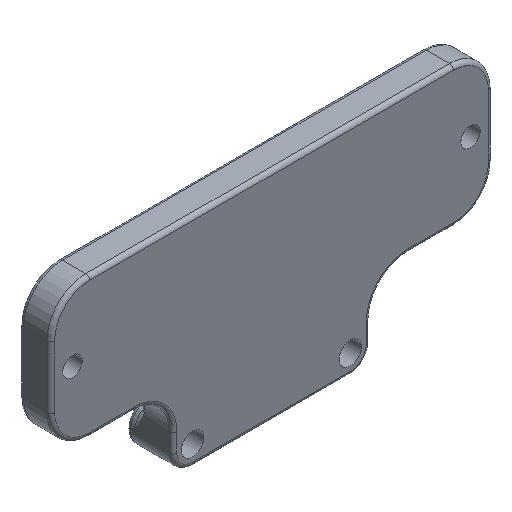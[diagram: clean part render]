
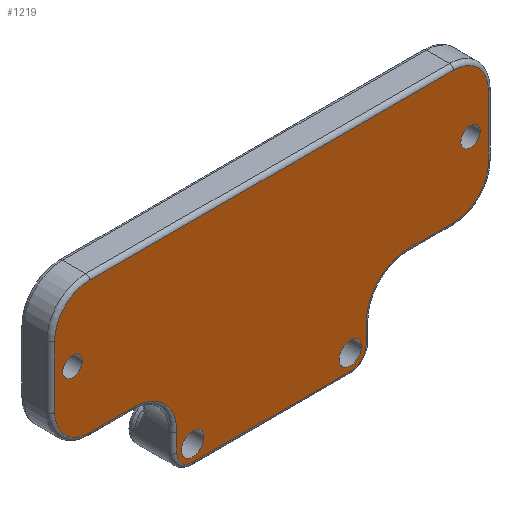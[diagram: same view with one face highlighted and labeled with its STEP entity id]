
A CAD part, isometric view. The second image highlights one B-rep face of the part: STEP entity #1219.
In plain terms, the highlighted planar face has unit normal (0, -1, 0).
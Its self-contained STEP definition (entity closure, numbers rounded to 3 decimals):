
#21=FACE_BOUND('',#183,.T.);
#22=FACE_BOUND('',#184,.T.);
#23=FACE_BOUND('',#185,.T.);
#24=FACE_BOUND('',#186,.T.);
#44=PLANE('',#1348);
#103=FACE_OUTER_BOUND('',#182,.T.);
#182=EDGE_LOOP('',(#880,#881,#882,#883,#884,#885,#886,#887,#888,#889,#890,
#891,#892,#893,#894,#895));
#183=EDGE_LOOP('',(#896));
#184=EDGE_LOOP('',(#897));
#185=EDGE_LOOP('',(#898));
#186=EDGE_LOOP('',(#899));
#245=LINE('',#1925,#307);
#246=LINE('',#1936,#308);
#248=LINE('',#1948,#310);
#250=LINE('',#1960,#312);
#252=LINE('',#1972,#314);
#254=LINE('',#1984,#316);
#256=LINE('',#1996,#318);
#258=LINE('',#2008,#320);
#307=VECTOR('',#1485,10.);
#308=VECTOR('',#1498,10.);
#310=VECTOR('',#1512,10.);
#312=VECTOR('',#1526,10.);
#314=VECTOR('',#1540,10.);
#316=VECTOR('',#1554,10.);
#318=VECTOR('',#1568,10.);
#320=VECTOR('',#1582,10.);
#371=CIRCLE('',#1293,5.5);
#375=CIRCLE('',#1299,4.5);
#379=CIRCLE('',#1305,4.5);
#383=CIRCLE('',#1311,4.5);
#387=CIRCLE('',#1317,4.5);
#391=CIRCLE('',#1323,5.5);
#395=CIRCLE('',#1329,2.04);
#398=CIRCLE('',#1334,2.04);
#404=CIRCLE('',#1349,1.25);
#405=CIRCLE('',#1350,1.25);
#406=CIRCLE('',#1351,1.45);
#407=CIRCLE('',#1352,1.45);
#483=VERTEX_POINT('',#1918);
#486=VERTEX_POINT('',#1923);
#488=VERTEX_POINT('',#1928);
#490=VERTEX_POINT('',#1934);
#492=VERTEX_POINT('',#1940);
#494=VERTEX_POINT('',#1946);
#496=VERTEX_POINT('',#1952);
#498=VERTEX_POINT('',#1958);
#500=VERTEX_POINT('',#1964);
#502=VERTEX_POINT('',#1970);
#504=VERTEX_POINT('',#1976);
#506=VERTEX_POINT('',#1982);
#508=VERTEX_POINT('',#1988);
#510=VERTEX_POINT('',#1994);
#512=VERTEX_POINT('',#2000);
#514=VERTEX_POINT('',#2006);
#525=VERTEX_POINT('',#2060);
#526=VERTEX_POINT('',#2062);
#527=VERTEX_POINT('',#2064);
#528=VERTEX_POINT('',#2066);
#597=EDGE_CURVE('',#486,#483,#245,.T.);
#599=EDGE_CURVE('',#488,#486,#371,.T.);
#602=EDGE_CURVE('',#490,#488,#246,.T.);
#605=EDGE_CURVE('',#492,#490,#375,.T.);
#608=EDGE_CURVE('',#494,#492,#248,.T.);
#611=EDGE_CURVE('',#496,#494,#379,.T.);
#614=EDGE_CURVE('',#498,#496,#250,.T.);
#617=EDGE_CURVE('',#500,#498,#383,.T.);
#620=EDGE_CURVE('',#502,#500,#252,.T.);
#623=EDGE_CURVE('',#504,#502,#387,.T.);
#626=EDGE_CURVE('',#506,#504,#254,.T.);
#629=EDGE_CURVE('',#508,#506,#391,.T.);
#632=EDGE_CURVE('',#510,#508,#256,.T.);
#635=EDGE_CURVE('',#512,#510,#395,.T.);
#638=EDGE_CURVE('',#514,#512,#258,.T.);
#640=EDGE_CURVE('',#483,#514,#398,.T.);
#660=EDGE_CURVE('',#525,#525,#404,.T.);
#661=EDGE_CURVE('',#526,#526,#405,.T.);
#662=EDGE_CURVE('',#527,#527,#406,.T.);
#663=EDGE_CURVE('',#528,#528,#407,.T.);
#880=ORIENTED_EDGE('',*,*,#597,.F.);
#881=ORIENTED_EDGE('',*,*,#599,.F.);
#882=ORIENTED_EDGE('',*,*,#602,.F.);
#883=ORIENTED_EDGE('',*,*,#605,.F.);
#884=ORIENTED_EDGE('',*,*,#608,.F.);
#885=ORIENTED_EDGE('',*,*,#611,.F.);
#886=ORIENTED_EDGE('',*,*,#614,.F.);
#887=ORIENTED_EDGE('',*,*,#617,.F.);
#888=ORIENTED_EDGE('',*,*,#620,.F.);
#889=ORIENTED_EDGE('',*,*,#623,.F.);
#890=ORIENTED_EDGE('',*,*,#626,.F.);
#891=ORIENTED_EDGE('',*,*,#629,.F.);
#892=ORIENTED_EDGE('',*,*,#632,.F.);
#893=ORIENTED_EDGE('',*,*,#635,.F.);
#894=ORIENTED_EDGE('',*,*,#638,.F.);
#895=ORIENTED_EDGE('',*,*,#640,.F.);
#896=ORIENTED_EDGE('',*,*,#660,.T.);
#897=ORIENTED_EDGE('',*,*,#661,.T.);
#898=ORIENTED_EDGE('',*,*,#662,.T.);
#899=ORIENTED_EDGE('',*,*,#663,.T.);
#1219=ADVANCED_FACE('',(#103,#21,#22,#23,#24),#44,.F.);
#1293=AXIS2_PLACEMENT_3D('',#1930,#1490,#1491);
#1299=AXIS2_PLACEMENT_3D('',#1942,#1504,#1505);
#1305=AXIS2_PLACEMENT_3D('',#1954,#1518,#1519);
#1311=AXIS2_PLACEMENT_3D('',#1966,#1532,#1533);
#1317=AXIS2_PLACEMENT_3D('',#1978,#1546,#1547);
#1323=AXIS2_PLACEMENT_3D('',#1990,#1560,#1561);
#1329=AXIS2_PLACEMENT_3D('',#2002,#1574,#1575);
#1334=AXIS2_PLACEMENT_3D('',#2011,#1586,#1587);
#1348=AXIS2_PLACEMENT_3D('',#2059,#1626,#1627);
#1349=AXIS2_PLACEMENT_3D('',#2061,#1628,#1629);
#1350=AXIS2_PLACEMENT_3D('',#2063,#1630,#1631);
#1351=AXIS2_PLACEMENT_3D('',#2065,#1632,#1633);
#1352=AXIS2_PLACEMENT_3D('',#2067,#1634,#1635);
#1485=DIRECTION('',(0.,0.,-1.));
#1490=DIRECTION('center_axis',(0.,-1.,0.));
#1491=DIRECTION('ref_axis',(-0.707,0.,0.707));
#1498=DIRECTION('',(-1.,0.,0.));
#1504=DIRECTION('center_axis',(0.,1.,0.));
#1505=DIRECTION('ref_axis',(0.707,0.,-0.707));
#1512=DIRECTION('',(0.,0.,-1.));
#1518=DIRECTION('center_axis',(0.,1.,0.));
#1519=DIRECTION('ref_axis',(0.707,0.,0.707));
#1526=DIRECTION('',(1.,0.,0.));
#1532=DIRECTION('center_axis',(0.,1.,0.));
#1533=DIRECTION('ref_axis',(-0.707,0.,0.707));
#1540=DIRECTION('',(0.,0.,1.));
#1546=DIRECTION('center_axis',(0.,1.,0.));
#1547=DIRECTION('ref_axis',(-0.707,0.,-0.707));
#1554=DIRECTION('',(-1.,0.,0.));
#1560=DIRECTION('center_axis',(0.,-1.,0.));
#1561=DIRECTION('ref_axis',(0.707,0.,0.707));
#1568=DIRECTION('',(0.,0.,1.));
#1574=DIRECTION('center_axis',(0.,1.,0.));
#1575=DIRECTION('ref_axis',(-0.707,0.,-0.707));
#1582=DIRECTION('',(-1.,0.,0.));
#1586=DIRECTION('center_axis',(0.,1.,0.));
#1587=DIRECTION('ref_axis',(0.707,0.,-0.707));
#1626=DIRECTION('center_axis',(0.,1.,0.));
#1627=DIRECTION('ref_axis',(1.,0.,0.));
#1628=DIRECTION('center_axis',(0.,1.,0.));
#1629=DIRECTION('ref_axis',(1.,0.,0.));
#1630=DIRECTION('center_axis',(0.,1.,0.));
#1631=DIRECTION('ref_axis',(1.,0.,0.));
#1632=DIRECTION('center_axis',(0.,1.,0.));
#1633=DIRECTION('ref_axis',(-1.,0.,0.));
#1634=DIRECTION('center_axis',(0.,1.,0.));
#1635=DIRECTION('ref_axis',(-1.,0.,0.));
#1918=CARTESIAN_POINT('',(139.65,-1.5,-12.4));
#1923=CARTESIAN_POINT('',(139.65,-1.5,-10.));
#1925=CARTESIAN_POINT('',(139.65,-1.5,-0.5));
#1928=CARTESIAN_POINT('',(145.15,-1.5,-4.5));
#1930=CARTESIAN_POINT('Origin',(145.15,-1.5,-10.));
#1934=CARTESIAN_POINT('',(150.9,-1.5,-4.5));
#1936=CARTESIAN_POINT('',(141.75,-1.5,-4.5));
#1940=CARTESIAN_POINT('',(155.4,-1.5,0.));
#1942=CARTESIAN_POINT('Origin',(150.9,-1.5,0.));
#1946=CARTESIAN_POINT('',(155.4,-1.5,8.));
#1948=CARTESIAN_POINT('',(155.4,-1.5,8.5));
#1952=CARTESIAN_POINT('',(150.9,-1.5,12.5));
#1954=CARTESIAN_POINT('Origin',(150.9,-1.5,8.));
#1958=CARTESIAN_POINT('',(104.,-1.5,12.5));
#1960=CARTESIAN_POINT('',(113.25,-1.5,12.5));
#1964=CARTESIAN_POINT('',(99.5,-1.5,8.));
#1966=CARTESIAN_POINT('Origin',(104.,-1.5,8.));
#1970=CARTESIAN_POINT('',(99.5,-1.5,0.));
#1972=CARTESIAN_POINT('',(99.5,-1.5,-0.5));
#1976=CARTESIAN_POINT('',(104.,-1.5,-4.5));
#1978=CARTESIAN_POINT('Origin',(104.,-1.5,0.));
#1982=CARTESIAN_POINT('',(109.75,-1.5,-4.5));
#1984=CARTESIAN_POINT('',(141.75,-1.5,-4.5));
#1988=CARTESIAN_POINT('',(115.25,-1.5,-10.));
#1990=CARTESIAN_POINT('Origin',(109.75,-1.5,-10.));
#1994=CARTESIAN_POINT('',(115.25,-1.5,-12.4));
#1996=CARTESIAN_POINT('',(115.25,-1.5,-0.5));
#2000=CARTESIAN_POINT('',(117.29,-1.5,-14.44));
#2002=CARTESIAN_POINT('Origin',(117.29,-1.5,-12.4));
#2006=CARTESIAN_POINT('',(137.61,-1.5,-14.44));
#2008=CARTESIAN_POINT('',(127.475,-1.5,-14.44));
#2011=CARTESIAN_POINT('Origin',(137.61,-1.5,-12.4));
#2059=CARTESIAN_POINT('Origin',(127.5,-1.5,4.));
#2060=CARTESIAN_POINT('',(151.85,-1.5,4.));
#2061=CARTESIAN_POINT('Origin',(153.1,-1.5,4.));
#2062=CARTESIAN_POINT('',(100.55,-1.5,4.));
#2063=CARTESIAN_POINT('Origin',(101.8,-1.5,4.));
#2064=CARTESIAN_POINT('',(139.06,-1.5,-12.4));
#2065=CARTESIAN_POINT('Origin',(137.61,-1.5,-12.4));
#2066=CARTESIAN_POINT('',(118.74,-1.5,-12.4));
#2067=CARTESIAN_POINT('Origin',(117.29,-1.5,-12.4));
